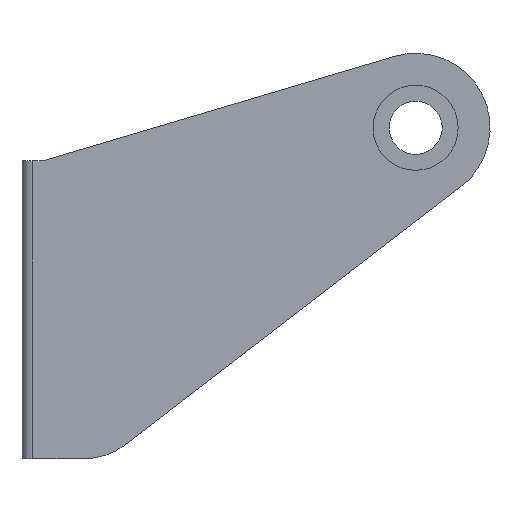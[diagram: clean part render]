
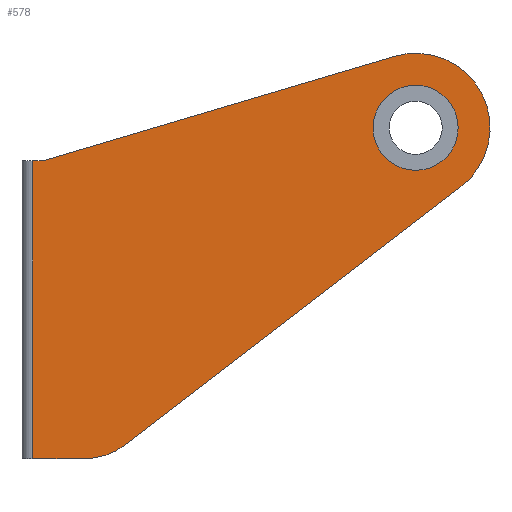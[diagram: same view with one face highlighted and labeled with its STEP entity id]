
A CAD part, left-side view. The second image highlights one B-rep face of the part: STEP entity #578.
In plain terms, the highlighted planar face has unit normal (-1, 0, 0).
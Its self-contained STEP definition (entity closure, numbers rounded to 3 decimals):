
#9 = DIRECTION ( 'NONE',  ( 0., -0.959, 0.285 ) ) ;
#23 = CARTESIAN_POINT ( 'NONE',  ( -31., 34.994, -31.097 ) ) ;
#24 = EDGE_CURVE ( 'NONE', #197, #703, #707, .T. ) ;
#30 = ORIENTED_EDGE ( 'NONE', *, *, #225, .F. ) ;
#59 = CIRCLE ( 'NONE', #347, 7. ) ;
#64 = CARTESIAN_POINT ( 'NONE',  ( -31., 27.377, -29.855 ) ) ;
#69 = VERTEX_POINT ( 'NONE', #990 ) ;
#72 = CARTESIAN_POINT ( 'NONE',  ( -31., 0., -4. ) ) ;
#73 = AXIS2_PLACEMENT_3D ( 'NONE', #478, #634, #791 ) ;
#82 = LINE ( 'NONE', #646, #644 ) ;
#89 = DIRECTION ( 'NONE',  ( 0., 1., 0. ) ) ;
#97 = EDGE_CURVE ( 'NONE', #808, #1012, #214, .T. ) ;
#98 = DIRECTION ( 'NONE',  ( 0., 0., 1. ) ) ;
#103 = FACE_BOUND ( 'NONE', #396, .T. ) ;
#105 = DIRECTION ( 'NONE',  ( 0., 1., 0. ) ) ;
#106 = VERTEX_POINT ( 'NONE', #586 ) ;
#135 = EDGE_CURVE ( 'NONE', #106, #864, #933, .T. ) ;
#152 = CARTESIAN_POINT ( 'NONE',  ( -31., 0., 0. ) ) ;
#156 = FACE_OUTER_BOUND ( 'NONE', #920, .T. ) ;
#165 = VECTOR ( 'NONE', #105, 1000. ) ;
#173 = PLANE ( 'NONE',  #828 ) ;
#197 = VERTEX_POINT ( 'NONE', #599 ) ;
#214 = CIRCLE ( 'NONE', #679, 4. ) ;
#225 = EDGE_CURVE ( 'NONE', #788, #69, #59, .T. ) ;
#290 = VECTOR ( 'NONE', #89, 1000. ) ;
#347 = AXIS2_PLACEMENT_3D ( 'NONE', #918, #436, #528 ) ;
#370 = VECTOR ( 'NONE', #9, 1000. ) ;
#396 = EDGE_LOOP ( 'NONE', ( #739, #398 ) ) ;
#398 = ORIENTED_EDGE ( 'NONE', *, *, #97, .T. ) ;
#415 = CARTESIAN_POINT ( 'NONE',  ( -31., 34.994, -31.097 ) ) ;
#426 = DIRECTION ( 'NONE',  ( 1., 0., 0. ) ) ;
#436 = DIRECTION ( 'NONE',  ( 1., 0., 0. ) ) ;
#444 = VERTEX_POINT ( 'NONE', #64 ) ;
#478 = CARTESIAN_POINT ( 'NONE',  ( -31., 31.032, -25.097 ) ) ;
#486 = CARTESIAN_POINT ( 'NONE',  ( -31., 1.994, 6.71 ) ) ;
#509 = EDGE_CURVE ( 'NONE', #444, #106, #725, .T. ) ;
#528 = DIRECTION ( 'NONE',  ( 0., 0., -1. ) ) ;
#537 = DIRECTION ( 'NONE',  ( 1., 0., 0. ) ) ;
#539 = ORIENTED_EDGE ( 'NONE', *, *, #697, .T. ) ;
#566 = LINE ( 'NONE', #486, #370 ) ;
#575 = CARTESIAN_POINT ( 'NONE',  ( -31., 27.377, -29.855 ) ) ;
#578 = ADVANCED_FACE ( 'NONE', ( #103, #156 ), #173, .T. ) ;
#586 = CARTESIAN_POINT ( 'NONE',  ( -31., 31.032, -31.097 ) ) ;
#599 = CARTESIAN_POINT ( 'NONE',  ( -31., 34.994, -3.097 ) ) ;
#615 = EDGE_CURVE ( 'NONE', #69, #444, #886, .T. ) ;
#634 = DIRECTION ( 'NONE',  ( 1., 0., 0. ) ) ;
#636 = ORIENTED_EDGE ( 'NONE', *, *, #24, .T. ) ;
#644 = VECTOR ( 'NONE', #960, 1000. ) ;
#646 = CARTESIAN_POINT ( 'NONE',  ( -31., 35.994, -31.097 ) ) ;
#657 = VECTOR ( 'NONE', #881, 1000. ) ;
#667 = CARTESIAN_POINT ( 'NONE',  ( -31., 0., 4. ) ) ;
#679 = AXIS2_PLACEMENT_3D ( 'NONE', #821, #426, #907 ) ;
#689 = CARTESIAN_POINT ( 'NONE',  ( -31., 35.994, -31.097 ) ) ;
#690 = AXIS2_PLACEMENT_3D ( 'NONE', #152, #537, #702 ) ;
#696 = EDGE_CURVE ( 'NONE', #197, #788, #566, .T. ) ;
#697 = EDGE_CURVE ( 'NONE', #703, #864, #82, .T. ) ;
#702 = DIRECTION ( 'NONE',  ( 0., 0., 1. ) ) ;
#703 = VERTEX_POINT ( 'NONE', #723 ) ;
#707 = LINE ( 'NONE', #963, #290 ) ;
#712 = ORIENTED_EDGE ( 'NONE', *, *, #135, .F. ) ;
#723 = CARTESIAN_POINT ( 'NONE',  ( -31., 35.994, -3.097 ) ) ;
#725 = CIRCLE ( 'NONE', #73, 6. ) ;
#739 = ORIENTED_EDGE ( 'NONE', *, *, #1024, .T. ) ;
#771 = CIRCLE ( 'NONE', #690, 4. ) ;
#788 = VERTEX_POINT ( 'NONE', #906 ) ;
#791 = DIRECTION ( 'NONE',  ( 0., 0., 1. ) ) ;
#805 = ORIENTED_EDGE ( 'NONE', *, *, #509, .F. ) ;
#808 = VERTEX_POINT ( 'NONE', #667 ) ;
#821 = CARTESIAN_POINT ( 'NONE',  ( -31., 0., 0. ) ) ;
#828 = AXIS2_PLACEMENT_3D ( 'NONE', #415, #969, #98 ) ;
#838 = ORIENTED_EDGE ( 'NONE', *, *, #615, .F. ) ;
#864 = VERTEX_POINT ( 'NONE', #689 ) ;
#881 = DIRECTION ( 'NONE',  ( 0., 0.793, -0.609 ) ) ;
#886 = LINE ( 'NONE', #575, #657 ) ;
#906 = CARTESIAN_POINT ( 'NONE',  ( -31., 1.994, 6.71 ) ) ;
#907 = DIRECTION ( 'NONE',  ( 0., 0., 1. ) ) ;
#918 = CARTESIAN_POINT ( 'NONE',  ( -31., 0., 0. ) ) ;
#920 = EDGE_LOOP ( 'NONE', ( #636, #539, #712, #805, #838, #30, #1027 ) ) ;
#933 = LINE ( 'NONE', #23, #165 ) ;
#960 = DIRECTION ( 'NONE',  ( 0., 0., -1. ) ) ;
#963 = CARTESIAN_POINT ( 'NONE',  ( -31., 34.994, -3.097 ) ) ;
#969 = DIRECTION ( 'NONE',  ( -1., 0., 0. ) ) ;
#990 = CARTESIAN_POINT ( 'NONE',  ( -31., -4.264, -5.551 ) ) ;
#1012 = VERTEX_POINT ( 'NONE', #72 ) ;
#1024 = EDGE_CURVE ( 'NONE', #1012, #808, #771, .T. ) ;
#1027 = ORIENTED_EDGE ( 'NONE', *, *, #696, .F. ) ;
